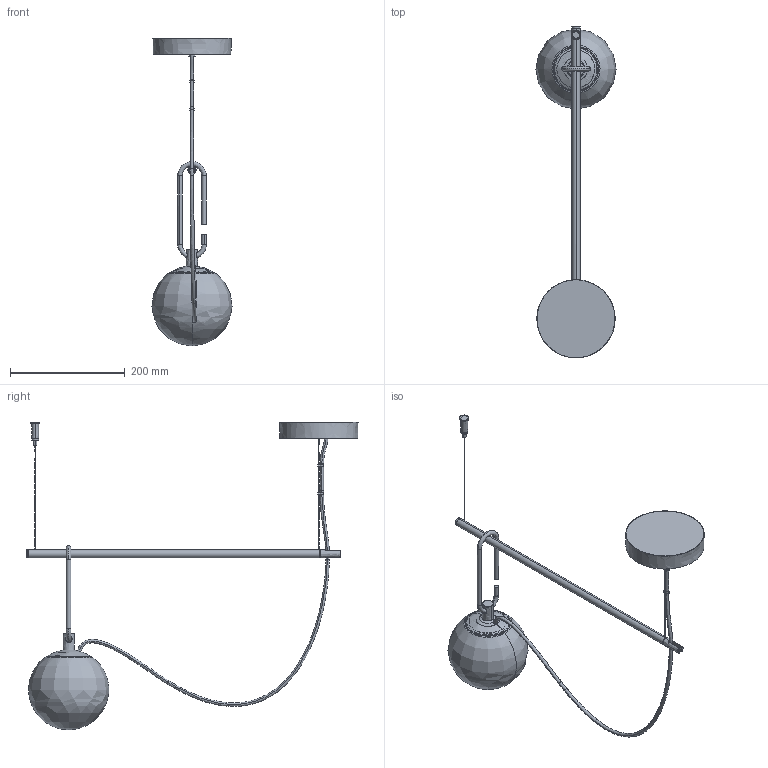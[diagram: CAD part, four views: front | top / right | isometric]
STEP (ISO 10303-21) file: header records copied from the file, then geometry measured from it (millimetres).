
FILE_DESCRIPTION(/* description */ (''),/* implementation_level */ '2;1');
FILE_NAME(/* name */ '3D 127200_nh1217 S1 14 Suspension',/* time_stamp */ '2018-05-22T11:55:08+02:00',/* author */ (''),/* organization */ (''),/* preprocessor_version */ 'ST-DEVELOPER v10',/* originating_system */ '',/* authorisation */ '');
FILE_SCHEMA (('AUTOMOTIVE_DESIGN'));
Length unit declared in the file: millimetre
Products named in the file (1): 1
Bounding box: 139.98 x 579.87 x 537 mm (x, y, z)
Volume: 306070.1 mm3; surface area: 220252.2 mm2
Topology: 7 solids, 13 shells, 198 faces, 480 edges, 302 vertices
Faces by surface type: bspline 159, plane 39
Entity records: 9636 total; most frequent: CARTESIAN_POINT 6826, ORIENTED_EDGE 912, EDGE_CURVE 464, VERTEX_POINT 292, EDGE_LOOP 213, ADVANCED_FACE 198, FACE_OUTER_BOUND 198, B_SPLINE_CURVE_WITH_KNOTS 194
